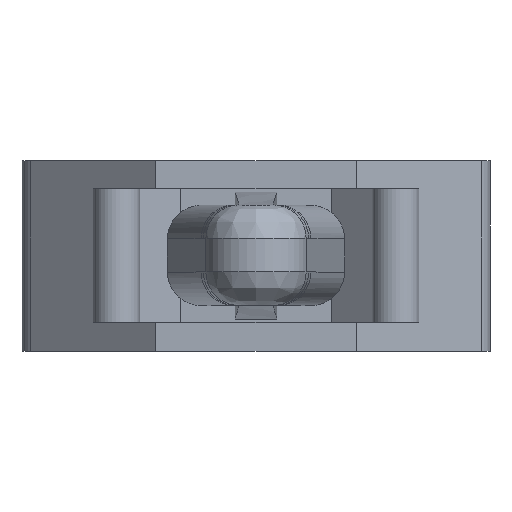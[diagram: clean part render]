
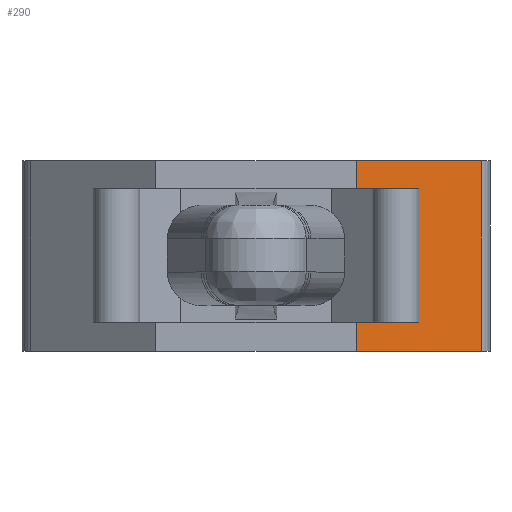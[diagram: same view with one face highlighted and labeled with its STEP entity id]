
A CAD part, top view. The second image highlights one B-rep face of the part: STEP entity #290.
In plain terms, the highlighted planar face has unit normal (0.648, 0, 0.762).
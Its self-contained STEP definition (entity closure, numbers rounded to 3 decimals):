
#290 = ADVANCED_FACE( '', ( #631 ), #632, .T. );
#631 = FACE_OUTER_BOUND( '', #1545, .T. );
#632 = PLANE( '', #1546 );
#1545 = EDGE_LOOP( '', ( #2592, #2593, #2594, #2595 ) );
#1546 = AXIS2_PLACEMENT_3D( '', #2596, #2597, #2598 );
#2592 = ORIENTED_EDGE( '', *, *, #3334, .F. );
#2593 = ORIENTED_EDGE( '', *, *, #3177, .F. );
#2594 = ORIENTED_EDGE( '', *, *, #3201, .T. );
#2595 = ORIENTED_EDGE( '', *, *, #3082, .T. );
#2596 = CARTESIAN_POINT( '', ( 3., -2.85, -1.15 ) );
#2597 = DIRECTION( '', ( 0.648, 0., 0.762 ) );
#2598 = DIRECTION( '', ( 0.762, 0., -0.648 ) );
#3082 = EDGE_CURVE( '', #3569, #3567, #3570, .T. );
#3177 = EDGE_CURVE( '', #3731, #3727, #3733, .T. );
#3201 = EDGE_CURVE( '', #3731, #3569, #3772, .T. );
#3334 = EDGE_CURVE( '', #3727, #3567, #3958, .T. );
#3567 = VERTEX_POINT( '', #4257 );
#3569 = VERTEX_POINT( '', #4259 );
#3570 = LINE( '', #4260, #4261 );
#3727 = VERTEX_POINT( '', #4455 );
#3731 = VERTEX_POINT( '', #4461 );
#3733 = LINE( '', #4464, #4465 );
#3772 = LINE( '', #4521, #4522 );
#3958 = LINE( '', #4821, #4822 );
#4257 = CARTESIAN_POINT( '', ( 6.736, 2.85, -4.329 ) );
#4259 = CARTESIAN_POINT( '', ( 6.736, -2.85, -4.329 ) );
#4260 = CARTESIAN_POINT( '', ( 6.736, -2.85, -4.329 ) );
#4261 = VECTOR( '', #5089, 1000. );
#4455 = CARTESIAN_POINT( '', ( 3., 2.85, -1.15 ) );
#4461 = CARTESIAN_POINT( '', ( 3., -2.85, -1.15 ) );
#4464 = CARTESIAN_POINT( '', ( 3., -2.85, -1.15 ) );
#4465 = VECTOR( '', #5251, 1000. );
#4521 = CARTESIAN_POINT( '', ( 3., -2.85, -1.15 ) );
#4522 = VECTOR( '', #5281, 1000. );
#4821 = CARTESIAN_POINT( '', ( 3., 2.85, -1.15 ) );
#4822 = VECTOR( '', #5444, 1000. );
#5089 = DIRECTION( '', ( 0., 1., 0. ) );
#5251 = DIRECTION( '', ( 0., 1., 0. ) );
#5281 = DIRECTION( '', ( 0.762, 0., -0.648 ) );
#5444 = DIRECTION( '', ( 0.762, 0., -0.648 ) );
